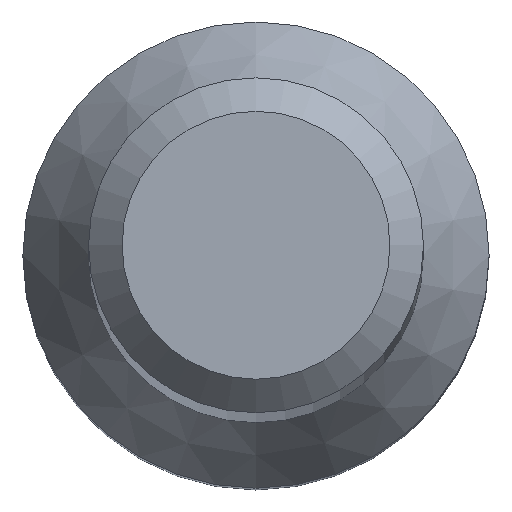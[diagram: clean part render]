
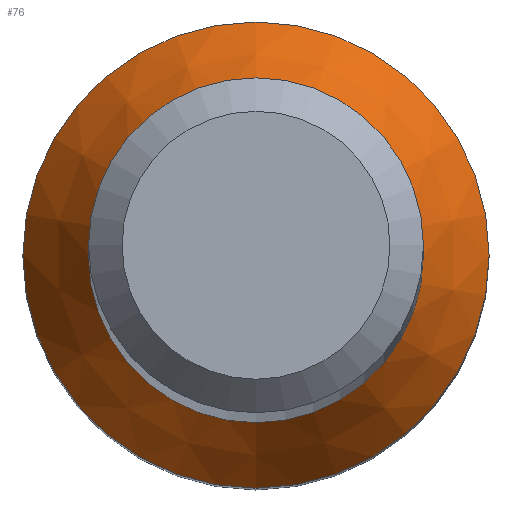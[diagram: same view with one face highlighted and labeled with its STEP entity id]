
A CAD part, top view. The second image highlights one B-rep face of the part: STEP entity #76.
In plain terms, the highlighted conical face has half-angle 30 degrees and reference radius 2.784 mm.
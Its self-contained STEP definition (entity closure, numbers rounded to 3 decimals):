
#14 = ORIENTED_EDGE ( 'NONE', *, *, #191, .T. ) ;
#20 = CARTESIAN_POINT ( 'NONE',  ( 0., 0., 12.634 ) ) ;
#29 = ORIENTED_EDGE ( 'NONE', *, *, #59, .F. ) ;
#31 = EDGE_LOOP ( 'NONE', ( #29 ) ) ;
#36 = DIRECTION ( 'NONE',  ( 0., 1., 0. ) ) ;
#38 = CARTESIAN_POINT ( 'NONE',  ( 0., 0., 13.992 ) ) ;
#40 = DIRECTION ( 'NONE',  ( 0., 0., -1. ) ) ;
#41 = DIRECTION ( 'NONE',  ( 0., 0., -1. ) ) ;
#42 = AXIS2_PLACEMENT_3D ( 'NONE', #38, #41, #36 ) ;
#57 = CARTESIAN_POINT ( 'NONE',  ( 0., 2.784, 12.634 ) ) ;
#59 = EDGE_CURVE ( 'NONE', #134, #134, #232, .T. ) ;
#71 = DIRECTION ( 'NONE',  ( 0., 0., -1. ) ) ;
#76 = ADVANCED_FACE ( 'NONE', ( #165, #225 ), #148, .T. ) ;
#133 = DIRECTION ( 'NONE',  ( 0., 1., 0. ) ) ;
#134 = VERTEX_POINT ( 'NONE', #57 ) ;
#148 = CONICAL_SURFACE ( 'NONE', #239, 2.784, 0.524 ) ;
#149 = CARTESIAN_POINT ( 'NONE',  ( 0., 0., 12.634 ) ) ;
#153 = AXIS2_PLACEMENT_3D ( 'NONE', #149, #71, #188 ) ;
#165 = FACE_BOUND ( 'NONE', #235, .T. ) ;
#188 = DIRECTION ( 'NONE',  ( 0., 1., 0. ) ) ;
#191 = EDGE_CURVE ( 'NONE', #238, #238, #211, .T. ) ;
#211 = CIRCLE ( 'NONE', #42, 2. ) ;
#224 = CARTESIAN_POINT ( 'NONE',  ( 0., 2., 13.992 ) ) ;
#225 = FACE_OUTER_BOUND ( 'NONE', #31, .T. ) ;
#232 = CIRCLE ( 'NONE', #153, 2.784 ) ;
#235 = EDGE_LOOP ( 'NONE', ( #14 ) ) ;
#238 = VERTEX_POINT ( 'NONE', #224 ) ;
#239 = AXIS2_PLACEMENT_3D ( 'NONE', #20, #40, #133 ) ;
